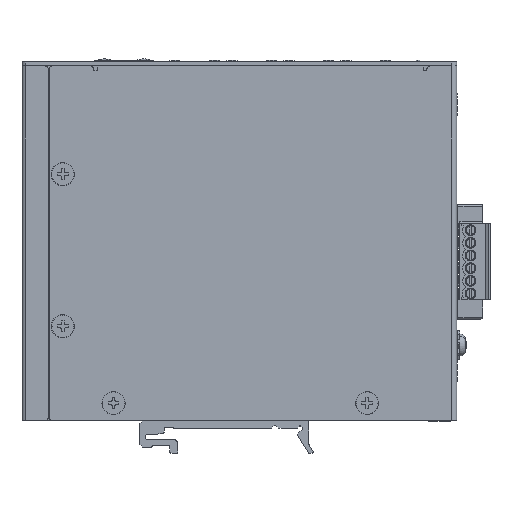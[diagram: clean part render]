
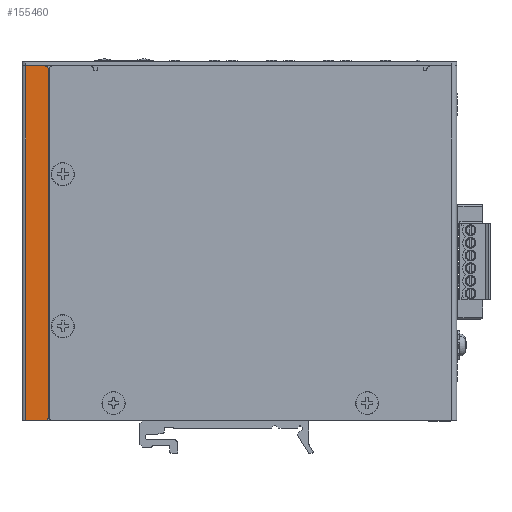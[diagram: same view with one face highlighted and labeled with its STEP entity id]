
A CAD part, left-side view. The second image highlights one B-rep face of the part: STEP entity #155460.
In plain terms, the highlighted planar face has unit normal (-1, 0, 0).
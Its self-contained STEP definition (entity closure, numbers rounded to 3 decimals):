
#944 = CIRCLE ( 'NONE', #16543, 1. ) ;
#3376 = VERTEX_POINT ( 'NONE', #71953 ) ;
#10401 = EDGE_CURVE ( 'NONE', #39905, #87089, #144595, .T. ) ;
#10886 = LINE ( 'NONE', #29434, #136515 ) ;
#16098 = CARTESIAN_POINT ( 'NONE',  ( 6887.437, -2450.92, -2.092 ) ) ;
#16543 = AXIS2_PLACEMENT_3D ( 'NONE', #16098, #101313, #28358 ) ;
#20290 = CARTESIAN_POINT ( 'NONE',  ( 6887.437, -2451.92, 0. ) ) ;
#20915 = CARTESIAN_POINT ( 'NONE',  ( 6887.437, 0., -1.092 ) ) ;
#21394 = EDGE_CURVE ( 'NONE', #87089, #63046, #90989, .T. ) ;
#24857 = VERTEX_POINT ( 'NONE', #32809 ) ;
#28358 = DIRECTION ( 'NONE',  ( 0., -1., 0. ) ) ;
#29434 = CARTESIAN_POINT ( 'NONE',  ( 6887.437, 0., -98.992 ) ) ;
#32544 = DIRECTION ( 'NONE',  ( 0., 0., 1. ) ) ;
#32809 = CARTESIAN_POINT ( 'NONE',  ( 6887.437, -2450.92, -98.992 ) ) ;
#39905 = VERTEX_POINT ( 'NONE', #106603 ) ;
#53327 = CARTESIAN_POINT ( 'NONE',  ( 6887.437, -2450.92, -97.992 ) ) ;
#58572 = VECTOR ( 'NONE', #154346, 1000. ) ;
#63046 = VERTEX_POINT ( 'NONE', #124170 ) ;
#65519 = DIRECTION ( 'NONE',  ( 0., -1., 0. ) ) ;
#67922 = DIRECTION ( 'NONE',  ( 0., 0., 1. ) ) ;
#68217 = VECTOR ( 'NONE', #32544, 1000. ) ;
#71953 = CARTESIAN_POINT ( 'NONE',  ( 6887.437, -2451.92, -2.092 ) ) ;
#79994 = VECTOR ( 'NONE', #67922, 1000. ) ;
#81334 = AXIS2_PLACEMENT_3D ( 'NONE', #53327, #138302, #65519 ) ;
#83084 = ORIENTED_EDGE ( 'NONE', *, *, #10401, .F. ) ;
#84631 = CARTESIAN_POINT ( 'NONE',  ( 6887.437, -2445.749, -1.092 ) ) ;
#85649 = VERTEX_POINT ( 'NONE', #154097 ) ;
#87089 = VERTEX_POINT ( 'NONE', #84631 ) ;
#90309 = CIRCLE ( 'NONE', #81334, 1. ) ;
#90989 = LINE ( 'NONE', #20915, #58572 ) ;
#91406 = AXIS2_PLACEMENT_3D ( 'NONE', #130576, #142223, #154962 ) ;
#96882 = EDGE_CURVE ( 'NONE', #24857, #85649, #90309, .T. ) ;
#101313 = DIRECTION ( 'NONE',  ( -1., 0., 0. ) ) ;
#101547 = EDGE_CURVE ( 'NONE', #24857, #39905, #10886, .T. ) ;
#102379 = DIRECTION ( 'NONE',  ( 0., 1., 0. ) ) ;
#106603 = CARTESIAN_POINT ( 'NONE',  ( 6887.437, -2445.749, -98.992 ) ) ;
#114550 = ORIENTED_EDGE ( 'NONE', *, *, #121798, .T. ) ;
#121247 = ORIENTED_EDGE ( 'NONE', *, *, #101547, .F. ) ;
#121562 = FACE_OUTER_BOUND ( 'NONE', #149489, .T. ) ;
#121798 = EDGE_CURVE ( 'NONE', #85649, #3376, #129104, .T. ) ;
#124170 = CARTESIAN_POINT ( 'NONE',  ( 6887.437, -2450.92, -1.092 ) ) ;
#125837 = ORIENTED_EDGE ( 'NONE', *, *, #21394, .F. ) ;
#129104 = LINE ( 'NONE', #20290, #68217 ) ;
#130576 = CARTESIAN_POINT ( 'NONE',  ( 6887.437, -2445.949, -99. ) ) ;
#136515 = VECTOR ( 'NONE', #102379, 1000. ) ;
#138302 = DIRECTION ( 'NONE',  ( -1., 0., 0. ) ) ;
#140315 = ORIENTED_EDGE ( 'NONE', *, *, #143123, .T. ) ;
#140664 = CARTESIAN_POINT ( 'NONE',  ( 6887.437, -2445.749, -99. ) ) ;
#142223 = DIRECTION ( 'NONE',  ( -1., 0., 0. ) ) ;
#142719 = PLANE ( 'NONE',  #91406 ) ;
#143123 = EDGE_CURVE ( 'NONE', #3376, #63046, #944, .T. ) ;
#144595 = LINE ( 'NONE', #140664, #79994 ) ;
#145040 = ORIENTED_EDGE ( 'NONE', *, *, #96882, .T. ) ;
#149489 = EDGE_LOOP ( 'NONE', ( #121247, #145040, #114550, #140315, #125837, #83084 ) ) ;
#154097 = CARTESIAN_POINT ( 'NONE',  ( 6887.437, -2451.92, -97.992 ) ) ;
#154346 = DIRECTION ( 'NONE',  ( 0., -1., 0. ) ) ;
#154962 = DIRECTION ( 'NONE',  ( 0., -1., 0. ) ) ;
#155460 = ADVANCED_FACE ( 'NONE', ( #121562 ), #142719, .T. ) ;
